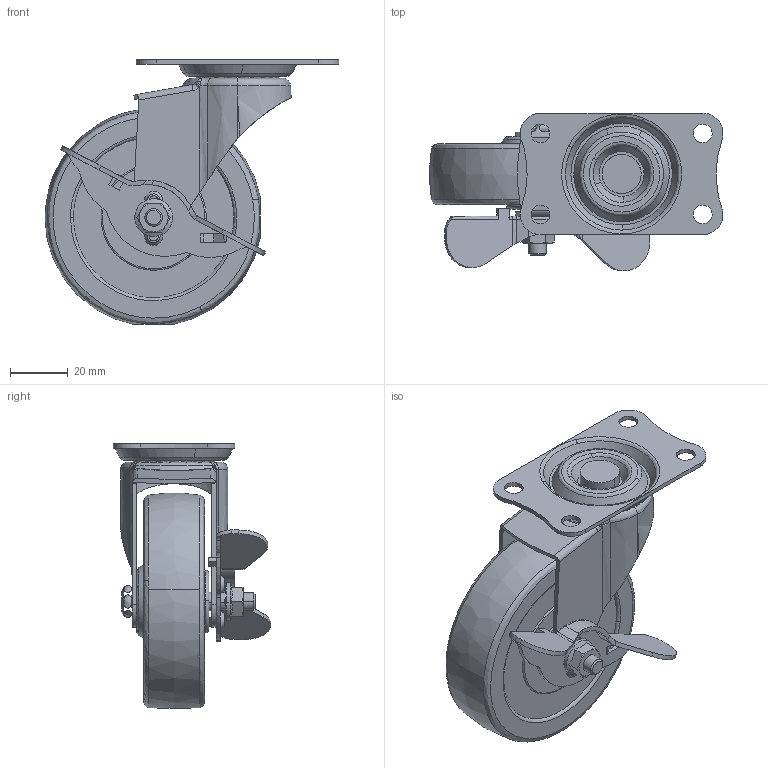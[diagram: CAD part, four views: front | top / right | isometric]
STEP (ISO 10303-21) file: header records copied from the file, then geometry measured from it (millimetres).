
FILE_DESCRIPTION((''),'2;1');
FILE_NAME('','2005-12-16T10:14:51',(''),(''),'','CADfix','');
FILE_SCHEMA(('AUTOMOTIVE_DESIGN'));
Length unit declared in the file: millimetre
Products named in the file (7): body; lever; wheel; mounting plate; main shaft; axle; 315E_R75_383_36
Assembly tree (6 placements, depth 2):
  315E_R75_383_36
    body
    lever
    wheel
    mounting plate
    main shaft
    axle
Bounding box: 101.5 x 54.35 x 91.37 mm (x, y, z)
Volume: 108678.2 mm3; surface area: 38812.5 mm2
Topology: 8 solids, 12 shells, 370 faces, 1104 edges, 780 vertices
Faces by surface type: bspline 370
Entity records: 19086 total; most frequent: CARTESIAN_POINT 13011, ORIENTED_EDGE 2202, EDGE_CURVE 1101, VERTEX_POINT 780, EDGE_LOOP 421, FACE_OUTER_BOUND 370, ADVANCED_FACE 370, QUASI_UNIFORM_CURVE 298
